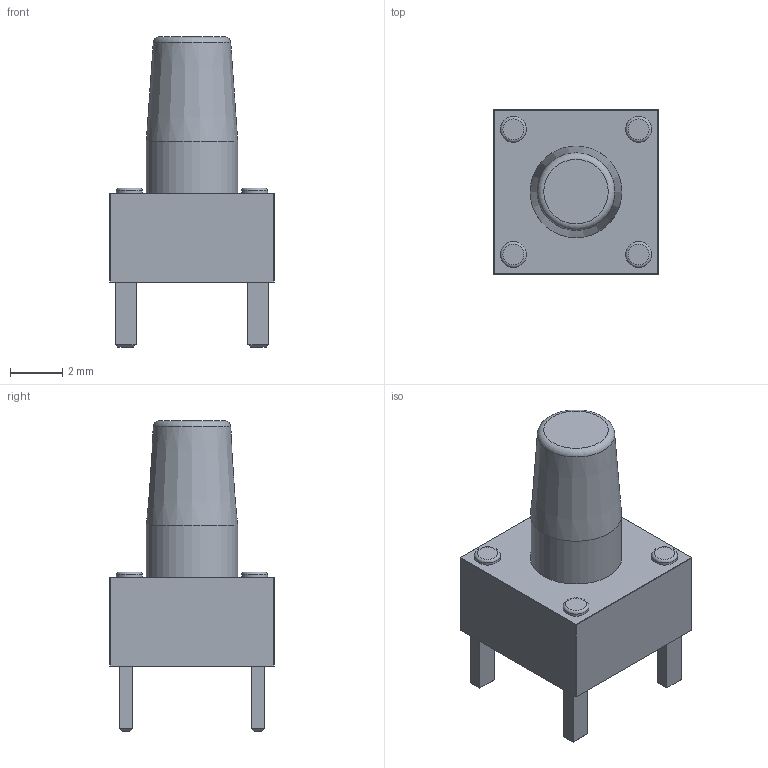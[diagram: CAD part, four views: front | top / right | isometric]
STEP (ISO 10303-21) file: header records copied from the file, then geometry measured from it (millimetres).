
FILE_DESCRIPTION(('FreeCAD Model'),'2;1');
FILE_NAME('Open CASCADE Shape Model','2021-10-17T10:18:40',(''),(''), 'Open CASCADE STEP processor 7.5','FreeCAD','Unknown');
FILE_SCHEMA(('AUTOMOTIVE_DESIGN { 1 0 10303 214 1 1 1 1 }'));
Length unit declared in the file: millimetre
Products named in the file (1): Button black 6mm
Bounding box: 6.3 x 6.3 x 11.9 mm (x, y, z)
Volume: 191.2 mm3; surface area: 261.9 mm2
Topology: 1 solids, 1 shells, 72 faces, 150 edges, 86 vertices
Faces by surface type: plane 48, cylinder 14, torus 5, sphere 4, cone 1
Full cylindrical faces by diameter (mm): 1 x4, 3.5 x1, 3.52 x1
Entity records: 3923 total; most frequent: CARTESIAN_POINT 652, DIRECTION 593, LINE 358, VECTOR 358, ORIENTED_EDGE 292, PCURVE 292, DEFINITIONAL_REPRESENTATION 292, EDGE_CURVE 146
